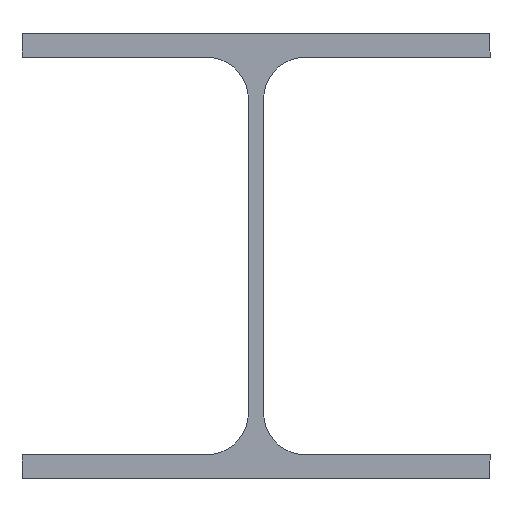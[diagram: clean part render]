
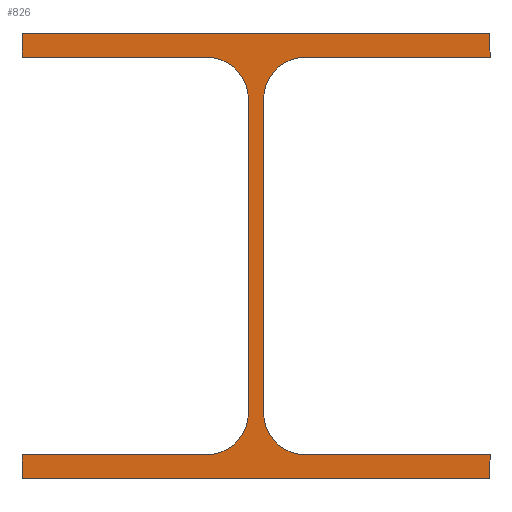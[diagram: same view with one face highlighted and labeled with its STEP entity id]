
A CAD part, left-side view. The second image highlights one B-rep face of the part: STEP entity #826.
In plain terms, the highlighted planar face has unit normal (-1, 0, 0).
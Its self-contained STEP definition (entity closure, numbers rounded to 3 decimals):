
#24 = EDGE_CURVE ( 'NONE', #831, #1983, #1471, .T. ) ;
#27 = LINE ( 'NONE', #969, #1681 ) ;
#38 = DIRECTION ( 'NONE',  ( 0., 1., 0. ) ) ;
#46 = DIRECTION ( 'NONE',  ( 0., 1., 0. ) ) ;
#70 = LINE ( 'NONE', #1309, #2041 ) ;
#85 = VERTEX_POINT ( 'NONE', #1363 ) ;
#88 = EDGE_CURVE ( 'NONE', #1983, #788, #583, .T. ) ;
#89 = DIRECTION ( 'NONE',  ( 0., 0., 1. ) ) ;
#90 = VECTOR ( 'NONE', #1141, 1000. ) ;
#95 = VECTOR ( 'NONE', #758, 1000. ) ;
#110 = VERTEX_POINT ( 'NONE', #1373 ) ;
#117 = CIRCLE ( 'NONE', #1220, 18. ) ;
#143 = VECTOR ( 'NONE', #547, 1000. ) ;
#146 = DIRECTION ( 'NONE',  ( 0., 0., 1. ) ) ;
#154 = VERTEX_POINT ( 'NONE', #1699 ) ;
#163 = LINE ( 'NONE', #1802, #881 ) ;
#166 = AXIS2_PLACEMENT_3D ( 'NONE', #1591, #643, #1759 ) ;
#210 = CARTESIAN_POINT ( 'NONE',  ( -1875.5, 100., -85. ) ) ;
#222 = VERTEX_POINT ( 'NONE', #1867 ) ;
#291 = VECTOR ( 'NONE', #1511, 1000. ) ;
#305 = EDGE_CURVE ( 'NONE', #516, #154, #1445, .T. ) ;
#321 = DIRECTION ( 'NONE',  ( 0., 1., 0. ) ) ;
#349 = LINE ( 'NONE', #1716, #781 ) ;
#350 = ORIENTED_EDGE ( 'NONE', *, *, #1303, .F. ) ;
#388 = DIRECTION ( 'NONE',  ( -1., 0., 0. ) ) ;
#393 = EDGE_CURVE ( 'NONE', #154, #1659, #1823, .T. ) ;
#396 = CARTESIAN_POINT ( 'NONE',  ( -1875.5, 100., -85. ) ) ;
#421 = EDGE_CURVE ( 'NONE', #1659, #1060, #27, .T. ) ;
#436 = DIRECTION ( 'NONE',  ( 0., 0., -1. ) ) ;
#481 = EDGE_CURVE ( 'NONE', #110, #1878, #349, .T. ) ;
#483 = ORIENTED_EDGE ( 'NONE', *, *, #481, .F. ) ;
#516 = VERTEX_POINT ( 'NONE', #1742 ) ;
#518 = CARTESIAN_POINT ( 'NONE',  ( -1875.5, -21.25, -85. ) ) ;
#522 = LINE ( 'NONE', #866, #95 ) ;
#527 = ORIENTED_EDGE ( 'NONE', *, *, #895, .F. ) ;
#539 = CARTESIAN_POINT ( 'NONE',  ( -1875.5, -100., 95. ) ) ;
#542 = CARTESIAN_POINT ( 'NONE',  ( -1875.5, 100., -95. ) ) ;
#547 = DIRECTION ( 'NONE',  ( 0., -1., 0. ) ) ;
#553 = CIRCLE ( 'NONE', #1848, 18. ) ;
#558 = ORIENTED_EDGE ( 'NONE', *, *, #24, .F. ) ;
#583 = LINE ( 'NONE', #1214, #143 ) ;
#605 = CIRCLE ( 'NONE', #2060, 18. ) ;
#617 = ORIENTED_EDGE ( 'NONE', *, *, #421, .F. ) ;
#619 = DIRECTION ( 'NONE',  ( 0., 0., 1. ) ) ;
#643 = DIRECTION ( 'NONE',  ( -1., 0., 0. ) ) ;
#649 = FACE_OUTER_BOUND ( 'NONE', #1702, .T. ) ;
#684 = DIRECTION ( 'NONE',  ( 0., -1., 0. ) ) ;
#693 = CARTESIAN_POINT ( 'NONE',  ( -1875.5, -100., 85. ) ) ;
#696 = LINE ( 'NONE', #2064, #1438 ) ;
#728 = VERTEX_POINT ( 'NONE', #1170 ) ;
#758 = DIRECTION ( 'NONE',  ( 0., -1., 0. ) ) ;
#781 = VECTOR ( 'NONE', #436, 1000. ) ;
#788 = VERTEX_POINT ( 'NONE', #1806 ) ;
#820 = DIRECTION ( 'NONE',  ( 0., 0., -1. ) ) ;
#826 = ADVANCED_FACE ( 'NONE', ( #649 ), #1660, .T. ) ;
#831 = VERTEX_POINT ( 'NONE', #542 ) ;
#866 = CARTESIAN_POINT ( 'NONE',  ( -1875.5, -100., 95. ) ) ;
#872 = CARTESIAN_POINT ( 'NONE',  ( -1875.5, 21.25, 67. ) ) ;
#875 = EDGE_CURVE ( 'NONE', #222, #1312, #117, .T. ) ;
#881 = VECTOR ( 'NONE', #46, 1000. ) ;
#887 = CARTESIAN_POINT ( 'NONE',  ( -1875.5, 21.25, -67. ) ) ;
#895 = EDGE_CURVE ( 'NONE', #788, #516, #553, .T. ) ;
#918 = EDGE_CURVE ( 'NONE', #728, #85, #605, .T. ) ;
#929 = VECTOR ( 'NONE', #38, 1000. ) ;
#940 = ORIENTED_EDGE ( 'NONE', *, *, #88, .F. ) ;
#947 = DIRECTION ( 'NONE',  ( 0., 0., -1. ) ) ;
#965 = ORIENTED_EDGE ( 'NONE', *, *, #393, .F. ) ;
#969 = CARTESIAN_POINT ( 'NONE',  ( -1875.5, 21.25, 85. ) ) ;
#1000 = CARTESIAN_POINT ( 'NONE',  ( -1875.5, -100., -95. ) ) ;
#1028 = DIRECTION ( 'NONE',  ( -1., 0., 0. ) ) ;
#1060 = VERTEX_POINT ( 'NONE', #1349 ) ;
#1096 = EDGE_CURVE ( 'NONE', #1590, #1392, #522, .T. ) ;
#1141 = DIRECTION ( 'NONE',  ( 0., 0., -1. ) ) ;
#1170 = CARTESIAN_POINT ( 'NONE',  ( -1875.5, -3.25, -67. ) ) ;
#1202 = CARTESIAN_POINT ( 'NONE',  ( -1875.5, -21.25, 67. ) ) ;
#1206 = LINE ( 'NONE', #518, #1562 ) ;
#1210 = ORIENTED_EDGE ( 'NONE', *, *, #918, .F. ) ;
#1214 = CARTESIAN_POINT ( 'NONE',  ( -1875.5, 21.25, -85. ) ) ;
#1220 = AXIS2_PLACEMENT_3D ( 'NONE', #1202, #388, #1355 ) ;
#1222 = DIRECTION ( 'NONE',  ( -1., 0., 0. ) ) ;
#1233 = ORIENTED_EDGE ( 'NONE', *, *, #1328, .F. ) ;
#1303 = EDGE_CURVE ( 'NONE', #1878, #831, #1869, .T. ) ;
#1309 = CARTESIAN_POINT ( 'NONE',  ( -1875.5, -3.25, -67. ) ) ;
#1312 = VERTEX_POINT ( 'NONE', #1961 ) ;
#1325 = CARTESIAN_POINT ( 'NONE',  ( -1875.5, -100., -95. ) ) ;
#1326 = LINE ( 'NONE', #693, #90 ) ;
#1328 = EDGE_CURVE ( 'NONE', #1597, #222, #163, .T. ) ;
#1349 = CARTESIAN_POINT ( 'NONE',  ( -1875.5, 100., 85. ) ) ;
#1355 = DIRECTION ( 'NONE',  ( 0., 0., -1. ) ) ;
#1363 = CARTESIAN_POINT ( 'NONE',  ( -1875.5, -21.25, -85. ) ) ;
#1373 = CARTESIAN_POINT ( 'NONE',  ( -1875.5, -100., -85. ) ) ;
#1392 = VERTEX_POINT ( 'NONE', #539 ) ;
#1438 = VECTOR ( 'NONE', #146, 1000. ) ;
#1445 = LINE ( 'NONE', #1573, #1921 ) ;
#1471 = LINE ( 'NONE', #396, #291 ) ;
#1479 = ORIENTED_EDGE ( 'NONE', *, *, #1721, .F. ) ;
#1511 = DIRECTION ( 'NONE',  ( 0., 0., 1. ) ) ;
#1553 = ORIENTED_EDGE ( 'NONE', *, *, #1856, .F. ) ;
#1562 = VECTOR ( 'NONE', #684, 1000. ) ;
#1573 = CARTESIAN_POINT ( 'NONE',  ( -1875.5, 3.25, -67. ) ) ;
#1590 = VERTEX_POINT ( 'NONE', #1876 ) ;
#1591 = CARTESIAN_POINT ( 'NONE',  ( -1875.5, 21.25, 67. ) ) ;
#1597 = VERTEX_POINT ( 'NONE', #2034 ) ;
#1659 = VERTEX_POINT ( 'NONE', #1739 ) ;
#1660 = PLANE ( 'NONE',  #1741 ) ;
#1681 = VECTOR ( 'NONE', #321, 1000. ) ;
#1691 = ORIENTED_EDGE ( 'NONE', *, *, #1917, .F. ) ;
#1699 = CARTESIAN_POINT ( 'NONE',  ( -1875.5, 3.25, 67. ) ) ;
#1702 = EDGE_LOOP ( 'NONE', ( #965, #1877, #527, #940, #558, #350, #483, #1804, #1210, #1553, #1830, #1233, #1691, #1756, #1479, #617 ) ) ;
#1716 = CARTESIAN_POINT ( 'NONE',  ( -1875.5, -100., -85. ) ) ;
#1721 = EDGE_CURVE ( 'NONE', #1060, #1590, #696, .T. ) ;
#1739 = CARTESIAN_POINT ( 'NONE',  ( -1875.5, 21.25, 85. ) ) ;
#1741 = AXIS2_PLACEMENT_3D ( 'NONE', #872, #1028, #1979 ) ;
#1742 = CARTESIAN_POINT ( 'NONE',  ( -1875.5, 3.25, -67. ) ) ;
#1756 = ORIENTED_EDGE ( 'NONE', *, *, #1096, .F. ) ;
#1759 = DIRECTION ( 'NONE',  ( 0., 0., 1. ) ) ;
#1802 = CARTESIAN_POINT ( 'NONE',  ( -1875.5, -21.25, 85. ) ) ;
#1804 = ORIENTED_EDGE ( 'NONE', *, *, #1881, .F. ) ;
#1806 = CARTESIAN_POINT ( 'NONE',  ( -1875.5, 21.25, -85. ) ) ;
#1823 = CIRCLE ( 'NONE', #166, 18. ) ;
#1830 = ORIENTED_EDGE ( 'NONE', *, *, #875, .F. ) ;
#1833 = DIRECTION ( 'NONE',  ( -1., 0., 0. ) ) ;
#1848 = AXIS2_PLACEMENT_3D ( 'NONE', #887, #1833, #947 ) ;
#1856 = EDGE_CURVE ( 'NONE', #1312, #728, #70, .T. ) ;
#1867 = CARTESIAN_POINT ( 'NONE',  ( -1875.5, -21.25, 85. ) ) ;
#1869 = LINE ( 'NONE', #1325, #929 ) ;
#1876 = CARTESIAN_POINT ( 'NONE',  ( -1875.5, 100., 95. ) ) ;
#1877 = ORIENTED_EDGE ( 'NONE', *, *, #305, .F. ) ;
#1878 = VERTEX_POINT ( 'NONE', #1000 ) ;
#1881 = EDGE_CURVE ( 'NONE', #85, #110, #1206, .T. ) ;
#1917 = EDGE_CURVE ( 'NONE', #1392, #1597, #1326, .T. ) ;
#1921 = VECTOR ( 'NONE', #619, 1000. ) ;
#1961 = CARTESIAN_POINT ( 'NONE',  ( -1875.5, -3.25, 67. ) ) ;
#1979 = DIRECTION ( 'NONE',  ( 0., 0., 1. ) ) ;
#1983 = VERTEX_POINT ( 'NONE', #210 ) ;
#2010 = CARTESIAN_POINT ( 'NONE',  ( -1875.5, -21.25, -67. ) ) ;
#2034 = CARTESIAN_POINT ( 'NONE',  ( -1875.5, -100., 85. ) ) ;
#2041 = VECTOR ( 'NONE', #820, 1000. ) ;
#2060 = AXIS2_PLACEMENT_3D ( 'NONE', #2010, #1222, #89 ) ;
#2064 = CARTESIAN_POINT ( 'NONE',  ( -1875.5, 100., 85. ) ) ;
